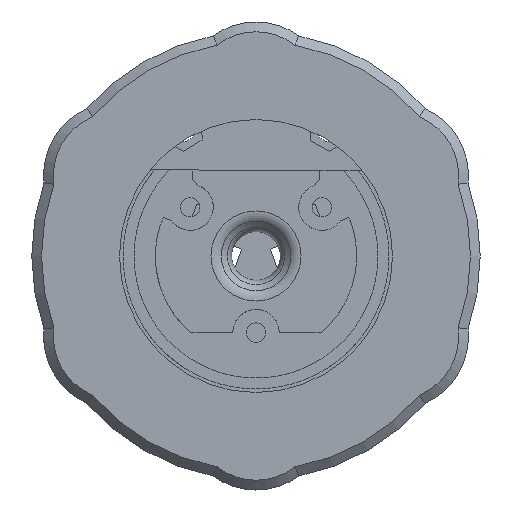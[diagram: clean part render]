
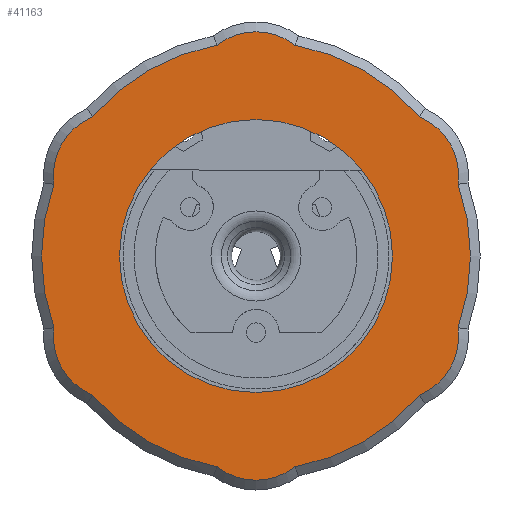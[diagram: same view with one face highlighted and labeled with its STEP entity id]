
A CAD part, front view. The second image highlights one B-rep face of the part: STEP entity #41163.
In plain terms, the highlighted planar face has unit normal (0, -1, 0).
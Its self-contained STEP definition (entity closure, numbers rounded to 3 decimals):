
#280=FACE_BOUND('',#5570,.T.);
#448=CIRCLE('',#43850,13.);
#451=CIRCLE('',#43855,13.);
#454=CIRCLE('',#43860,13.);
#457=CIRCLE('',#43865,13.);
#460=CIRCLE('',#43870,13.);
#463=CIRCLE('',#43875,13.);
#474=CIRCLE('',#43896,44.007);
#478=CIRCLE('',#43903,44.007);
#482=CIRCLE('',#43910,44.007);
#486=CIRCLE('',#43917,44.007);
#490=CIRCLE('',#43924,44.007);
#494=CIRCLE('',#43932,44.007);
#495=CIRCLE('',#43934,28.);
#3008=FACE_OUTER_BOUND('',#5569,.T.);
#5569=EDGE_LOOP('',(#36206,#36207,#36208,#36209,#36210,#36211,#36212,#36213,
#36214,#36215,#36216,#36217));
#5570=EDGE_LOOP('',(#36218));
#19323=VERTEX_POINT('',#67276);
#19326=VERTEX_POINT('',#67286);
#19329=VERTEX_POINT('',#67301);
#19332=VERTEX_POINT('',#67311);
#19335=VERTEX_POINT('',#67326);
#19338=VERTEX_POINT('',#67336);
#19341=VERTEX_POINT('',#67351);
#19344=VERTEX_POINT('',#67361);
#19347=VERTEX_POINT('',#67376);
#19350=VERTEX_POINT('',#67386);
#19353=VERTEX_POINT('',#67401);
#19356=VERTEX_POINT('',#67411);
#19371=VERTEX_POINT('',#67846);
#24909=EDGE_CURVE('',#19326,#19323,#448,.T.);
#24916=EDGE_CURVE('',#19332,#19329,#451,.T.);
#24923=EDGE_CURVE('',#19338,#19335,#454,.T.);
#24930=EDGE_CURVE('',#19344,#19341,#457,.T.);
#24937=EDGE_CURVE('',#19350,#19347,#460,.T.);
#24944=EDGE_CURVE('',#19356,#19353,#463,.T.);
#24969=EDGE_CURVE('',#19353,#19350,#474,.T.);
#24973=EDGE_CURVE('',#19341,#19356,#478,.T.);
#24977=EDGE_CURVE('',#19335,#19344,#482,.T.);
#24981=EDGE_CURVE('',#19329,#19338,#486,.T.);
#24985=EDGE_CURVE('',#19323,#19332,#490,.T.);
#24991=EDGE_CURVE('',#19347,#19326,#494,.T.);
#24992=EDGE_CURVE('',#19371,#19371,#495,.T.);
#36206=ORIENTED_EDGE('',*,*,#24991,.F.);
#36207=ORIENTED_EDGE('',*,*,#24937,.F.);
#36208=ORIENTED_EDGE('',*,*,#24969,.F.);
#36209=ORIENTED_EDGE('',*,*,#24944,.F.);
#36210=ORIENTED_EDGE('',*,*,#24973,.F.);
#36211=ORIENTED_EDGE('',*,*,#24930,.F.);
#36212=ORIENTED_EDGE('',*,*,#24977,.F.);
#36213=ORIENTED_EDGE('',*,*,#24923,.F.);
#36214=ORIENTED_EDGE('',*,*,#24981,.F.);
#36215=ORIENTED_EDGE('',*,*,#24916,.F.);
#36216=ORIENTED_EDGE('',*,*,#24985,.F.);
#36217=ORIENTED_EDGE('',*,*,#24909,.F.);
#36218=ORIENTED_EDGE('',*,*,#24992,.T.);
#38650=PLANE('',#43933);
#41163=ADVANCED_FACE('',(#3008,#280),#38650,.T.);
#43850=AXIS2_PLACEMENT_3D('',#67293,#54550,#54551);
#43855=AXIS2_PLACEMENT_3D('',#67318,#54562,#54563);
#43860=AXIS2_PLACEMENT_3D('',#67343,#54574,#54575);
#43865=AXIS2_PLACEMENT_3D('',#67368,#54586,#54587);
#43870=AXIS2_PLACEMENT_3D('',#67393,#54598,#54599);
#43875=AXIS2_PLACEMENT_3D('',#67418,#54610,#54611);
#43896=AXIS2_PLACEMENT_3D('',#67527,#54654,#54655);
#43903=AXIS2_PLACEMENT_3D('',#67534,#54668,#54669);
#43910=AXIS2_PLACEMENT_3D('',#67541,#54682,#54683);
#43917=AXIS2_PLACEMENT_3D('',#67548,#54696,#54697);
#43924=AXIS2_PLACEMENT_3D('',#67555,#54710,#54711);
#43932=AXIS2_PLACEMENT_3D('',#67844,#54726,#54727);
#43933=AXIS2_PLACEMENT_3D('',#67845,#54728,#54729);
#43934=AXIS2_PLACEMENT_3D('',#67847,#54730,#54731);
#54550=DIRECTION('center_axis',(0.,1.,0.));
#54551=DIRECTION('ref_axis',(-0.5,0.,0.866));
#54562=DIRECTION('center_axis',(0.,1.,0.));
#54563=DIRECTION('ref_axis',(0.5,0.,0.866));
#54574=DIRECTION('center_axis',(0.,1.,0.));
#54575=DIRECTION('ref_axis',(1.,0.,0.));
#54586=DIRECTION('center_axis',(0.,1.,0.));
#54587=DIRECTION('ref_axis',(0.5,0.,-0.866));
#54598=DIRECTION('center_axis',(0.,1.,0.));
#54599=DIRECTION('ref_axis',(-1.,0.,0.));
#54610=DIRECTION('center_axis',(0.,1.,0.));
#54611=DIRECTION('ref_axis',(-0.5,0.,-0.866));
#54654=DIRECTION('center_axis',(0.,1.,0.));
#54655=DIRECTION('ref_axis',(1.,0.,0.));
#54668=DIRECTION('center_axis',(0.,1.,0.));
#54669=DIRECTION('ref_axis',(1.,0.,0.));
#54682=DIRECTION('center_axis',(0.,1.,0.));
#54683=DIRECTION('ref_axis',(1.,0.,0.));
#54696=DIRECTION('center_axis',(0.,1.,0.));
#54697=DIRECTION('ref_axis',(1.,0.,0.));
#54710=DIRECTION('center_axis',(0.,1.,0.));
#54711=DIRECTION('ref_axis',(1.,0.,0.));
#54726=DIRECTION('center_axis',(0.,1.,0.));
#54727=DIRECTION('ref_axis',(1.,0.,0.));
#54728=DIRECTION('center_axis',(0.,-1.,0.));
#54729=DIRECTION('ref_axis',(1.,0.,0.));
#54730=DIRECTION('center_axis',(0.,1.,0.));
#54731=DIRECTION('ref_axis',(1.,0.,0.));
#67276=CARTESIAN_POINT('',(-68.534,22.,389.741));
#67286=CARTESIAN_POINT('',(-76.501,22.,403.54));
#67293=CARTESIAN_POINT('Origin',(-81.414,22.,391.504));
#67301=CARTESIAN_POINT('',(-76.501,22.,346.461));
#67311=CARTESIAN_POINT('',(-68.534,22.,360.26));
#67318=CARTESIAN_POINT('Origin',(-81.414,22.,358.497));
#67326=CARTESIAN_POINT('',(-117.966,22.,331.721));
#67336=CARTESIAN_POINT('',(-102.032,22.,331.721));
#67343=CARTESIAN_POINT('Origin',(-109.999,22.,341.994));
#67351=CARTESIAN_POINT('',(-151.464,22.,360.26));
#67361=CARTESIAN_POINT('',(-143.497,22.,346.461));
#67368=CARTESIAN_POINT('Origin',(-138.584,22.,358.497));
#67376=CARTESIAN_POINT('',(-102.032,22.,418.281));
#67386=CARTESIAN_POINT('',(-117.966,22.,418.281));
#67393=CARTESIAN_POINT('Origin',(-109.999,22.,408.008));
#67401=CARTESIAN_POINT('',(-143.497,22.,403.54));
#67411=CARTESIAN_POINT('',(-151.464,22.,389.741));
#67418=CARTESIAN_POINT('Origin',(-138.584,22.,391.504));
#67527=CARTESIAN_POINT('Origin',(-109.999,22.,375.001));
#67534=CARTESIAN_POINT('Origin',(-109.999,22.,375.001));
#67541=CARTESIAN_POINT('Origin',(-109.999,22.,375.001));
#67548=CARTESIAN_POINT('Origin',(-109.999,22.,375.001));
#67555=CARTESIAN_POINT('Origin',(-109.999,22.,375.001));
#67844=CARTESIAN_POINT('Origin',(-109.999,22.,375.001));
#67845=CARTESIAN_POINT('Origin',(-109.999,22.,375.001));
#67846=CARTESIAN_POINT('',(-137.999,22.,375.001));
#67847=CARTESIAN_POINT('Origin',(-109.999,22.,375.001));
